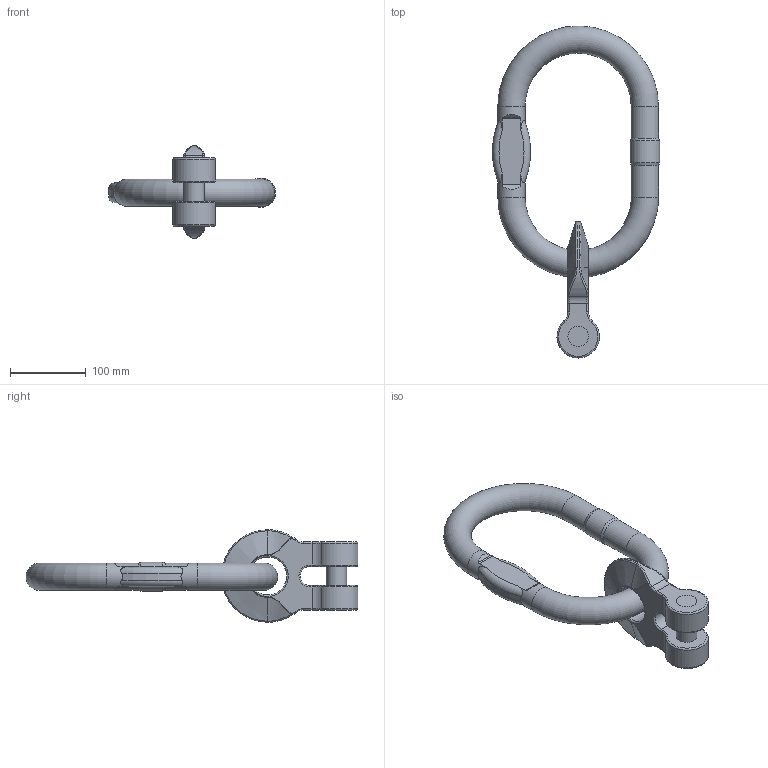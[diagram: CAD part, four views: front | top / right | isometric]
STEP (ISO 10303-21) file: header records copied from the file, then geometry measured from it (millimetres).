
FILE_DESCRIPTION(/* description */ (''),/* implementation_level */ '2;1');
FILE_NAME(/* name */ 'pewag_KAGW1-22',/* time_stamp */ '2010-03-01T14:13:40+01:00',/* author */ (''),/* organization */ (''),/* preprocessor_version */ 'ST-DEVELOPER v9',/* originating_system */ 'UGS - NX 4.0',/* authorisation */ '');
FILE_SCHEMA (('AUTOMOTIVE_DESIGN { 1 0 10303 214 1 1 1 1 }'));
Length unit declared in the file: millimetre
Products named in the file (1): ritC3FElcno
Bounding box: 220.47 x 437.94 x 122 mm (x, y, z)
Volume: 1199489.6 mm3; surface area: 152480.8 mm2
Topology: 3 solids, 3 shells, 294 faces, 773 edges, 494 vertices
Faces by surface type: plane 102, extrusion 99, cylinder 33, torus 30, bspline 24, sphere 4, cone 2
Full cylindrical faces by diameter (mm): 27 x3, 36 x4, 38.7 x1, 50 x1
Entity records: 11115 total; most frequent: CARTESIAN_POINT 4585, ORIENTED_EDGE 1500, DIRECTION 978, EDGE_CURVE 750, VERTEX_POINT 490, B_SPLINE_CURVE_WITH_KNOTS 436, VECTOR 390, EDGE_LOOP 330
